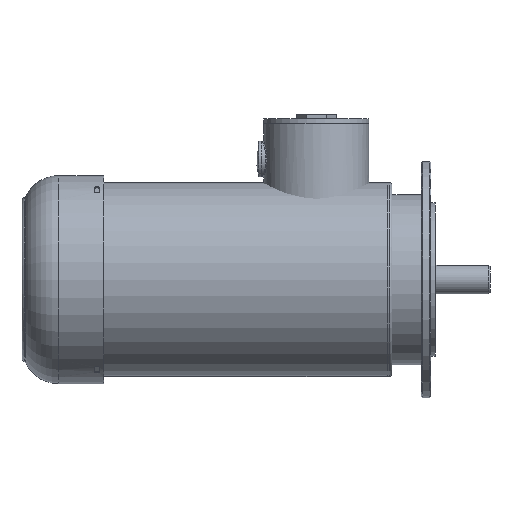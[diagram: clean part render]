
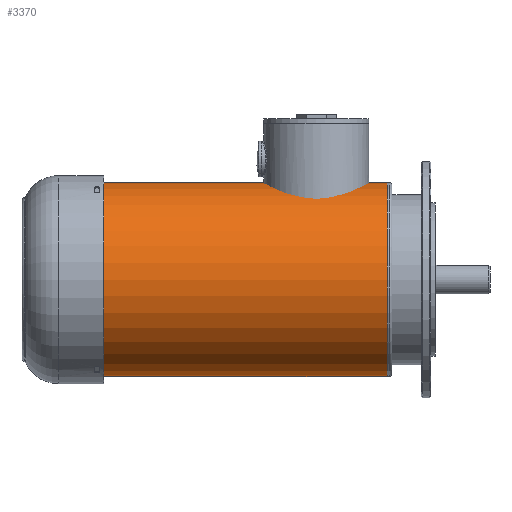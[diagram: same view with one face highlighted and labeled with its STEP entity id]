
A CAD part, front view. The second image highlights one B-rep face of the part: STEP entity #3370.
In plain terms, the highlighted cylindrical face has radius 82 mm (diameter 164 mm), a full revolution.
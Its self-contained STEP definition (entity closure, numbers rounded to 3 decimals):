
#3370=ADVANCED_FACE('', (#3380,#3390), #3400, .T.);
#20530=AXIS2_PLACEMENT_3D('Ax2Pl3d', #20540, #20550, #20560);
#20570=AXIS2_PLACEMENT_3D('Ax2Pl3d', #20580, #20590, #20600);
#20610=AXIS2_PLACEMENT_3D('Ax2Pl3d', #20620, #20630, #20640);
#20540=CARTESIAN_POINT('HicPkt', (9.5,0.,
0.));
#136300=CARTESIAN_POINT('', (9.5,0.,82.));
#20580=CARTESIAN_POINT('HicPkt', (249.5,0.,
0.));
#20620=CARTESIAN_POINT('HicPkt', (249.5,0.,
0.));
#136310=CARTESIAN_POINT('', (249.5,0.,82.));
#144310=CIRCLE('Circle', #20530, 82.);
#144320=CIRCLE('Circle', #20610, 82.);
#3400=CYLINDRICAL_SURFACE('Zyl', #20570, 82.);
#20550=DIRECTION('Axis', (1.,0.,0.));
#20560=DIRECTION('RefDirection', (0.,0.,-1.));
#20590=DIRECTION('Axis', (-1.,0.,0.)
);
#20600=DIRECTION('RefDirection', (0.,
0.,-1.));
#20630=DIRECTION('Axis', (1.,0.,0.));
#20640=DIRECTION('RefDirection', (0.,0.,-1.));
#173970=EDGE_CURVE('', #173980, #173980, #144310, .T.);
#173990=EDGE_CURVE('', #174000, #174000, #144320, .T.);
#191310=EDGE_LOOP('Edge_loop', (#191320));
#191330=EDGE_LOOP('Edge_loop', (#191340));
#3390=FACE_BOUND('', #191330, .T.);
#3380=FACE_OUTER_BOUND('Face_outer_bound', #191310, .T.);
#191320=ORIENTED_EDGE('', *, *, #173970, .T.);
#191340=ORIENTED_EDGE('', *, *, #173990, .F.);
#173980=VERTEX_POINT('', #136300);
#174000=VERTEX_POINT('', #136310);
